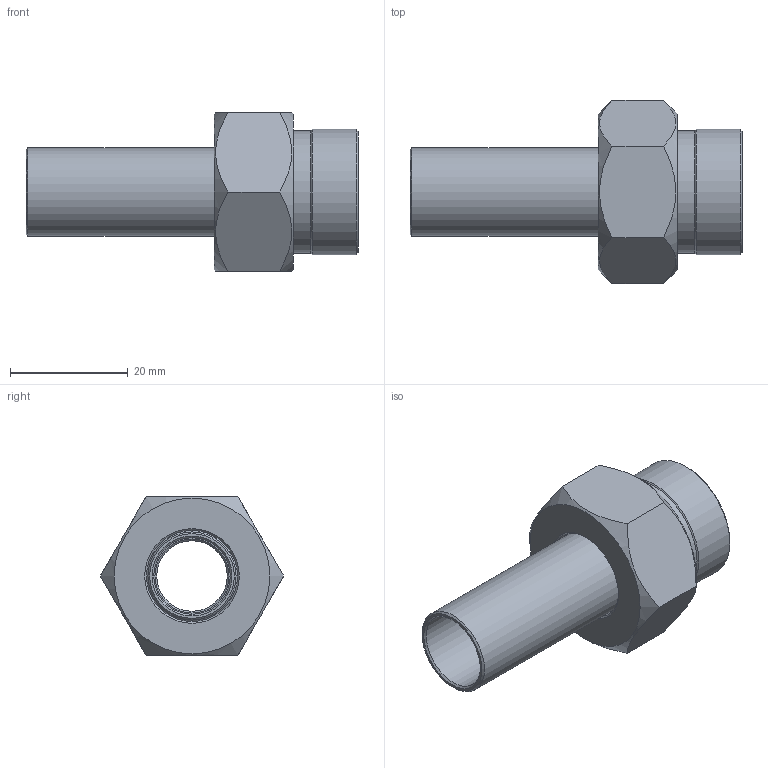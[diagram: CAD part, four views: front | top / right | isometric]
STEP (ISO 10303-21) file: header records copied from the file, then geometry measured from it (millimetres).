
FILE_DESCRIPTION(/* description */ (''),/* implementation_level */ '2;1');
FILE_NAME(/* name */ '3D_R666-PE-SG-15-DN15-21.3_1711309738.stp',/* time_stamp */ '2021-07-16T14:05:13+02:00',/* author */ ('cad'),/* organization */ (''),/* preprocessor_version */ 'ST-DEVELOPER v18.1',/* originating_system */ 'Autodesk Inventor 2022',/* authorisation */ '');
FILE_SCHEMA (('AUTOMOTIVE_DESIGN { 1 0 10303 214 3 1 1 }'));
Length unit declared in the file: millimetre
Products named in the file (4): 3D_R666-PE-SG-15-DN15-21.3_1711309738; 3D_R666-M-DN15_17113910; 3D_R666-SG-21.3-DN15_17113712; 3D_R666-PE-15-DN15_17113460
Assembly tree (3 placements, depth 2):
  3D_R666-PE-SG-15-DN15-21.3_1711309738
    3D_R666-M-DN15_17113910
    3D_R666-SG-21.3-DN15_17113712
    3D_R666-PE-15-DN15_17113460
Bounding box: 56.5 x 31.18 x 27 mm (x, y, z)
Volume: 9994.8 mm3; surface area: 8531.3 mm2
Topology: 3 solids, 3 shells, 41 faces, 91 edges, 58 vertices
Faces by surface type: cone 16, plane 14, cylinder 9, torus 2
Full cylindrical faces by diameter (mm): 12 x1, 13 x1, 15 x1, 15.5 x1, 17.3 x1, 18 x1, 18.631 x1, 20.9 x1, 21.3 x1
Entity records: 1292 total; most frequent: DIRECTION 223, CARTESIAN_POINT 221, ORIENTED_EDGE 182, AXIS2_PLACEMENT_3D 96, EDGE_CURVE 91, VERTEX_POINT 58, EDGE_LOOP 49, CIRCLE 48
